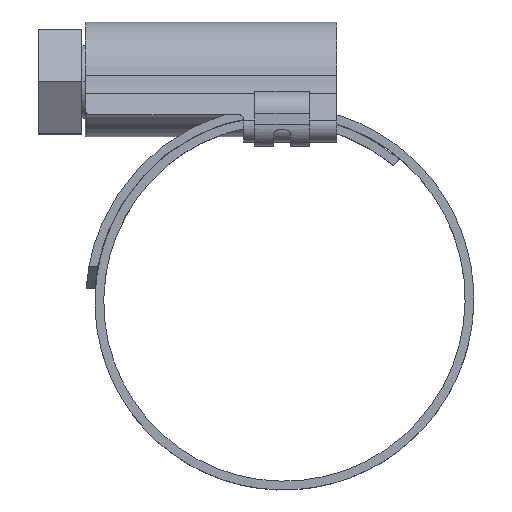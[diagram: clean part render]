
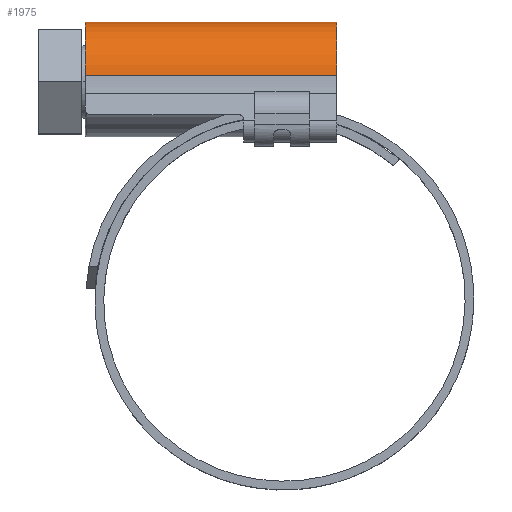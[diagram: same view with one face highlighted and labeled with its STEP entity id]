
A CAD part, top view. The second image highlights one B-rep face of the part: STEP entity #1975.
In plain terms, the highlighted cylindrical face has radius 5.5 mm (diameter 11 mm), a partial arc.
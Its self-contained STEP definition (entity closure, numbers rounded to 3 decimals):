
#63 = DIRECTION ( 'NONE',  ( 1., 0., 0. ) ) ;
#148 = DIRECTION ( 'NONE',  ( 1., 0., 0. ) ) ;
#186 = ORIENTED_EDGE ( 'NONE', *, *, #2357, .F. ) ;
#472 = DIRECTION ( 'NONE',  ( 1., 0., 0. ) ) ;
#617 = CARTESIAN_POINT ( 'NONE',  ( -18., 20.61, -5.466 ) ) ;
#715 = DIRECTION ( 'NONE',  ( 1., 0., 0. ) ) ;
#800 = AXIS2_PLACEMENT_3D ( 'NONE', #1959, #472, #804 ) ;
#804 = DIRECTION ( 'NONE',  ( 0., 0., 1. ) ) ;
#1077 = LINE ( 'NONE', #3678, #2303 ) ;
#1080 = VERTEX_POINT ( 'NONE', #3318 ) ;
#1152 = DIRECTION ( 'NONE',  ( 1., 0., 0. ) ) ;
#1375 = VERTEX_POINT ( 'NONE', #2651 ) ;
#1565 = CIRCLE ( 'NONE', #2240, 5.5 ) ;
#1622 = VECTOR ( 'NONE', #63, 1000. ) ;
#1781 = CYLINDRICAL_SURFACE ( 'NONE', #2532, 5.5 ) ;
#1959 = CARTESIAN_POINT ( 'NONE',  ( -18., 20., 0. ) ) ;
#1975 = ADVANCED_FACE ( 'NONE', ( #2941 ), #1781, .T. ) ;
#2205 = CARTESIAN_POINT ( 'NONE',  ( -18., 20.61, 5.466 ) ) ;
#2240 = AXIS2_PLACEMENT_3D ( 'NONE', #2575, #148, #3165 ) ;
#2247 = EDGE_CURVE ( 'NONE', #1080, #1375, #2748, .T. ) ;
#2267 = EDGE_LOOP ( 'NONE', ( #186, #2846, #3770, #2678 ) ) ;
#2303 = VECTOR ( 'NONE', #715, 1000. ) ;
#2357 = EDGE_CURVE ( 'NONE', #1375, #2790, #1565, .T. ) ;
#2360 = EDGE_CURVE ( 'NONE', #1080, #2743, #2728, .T. ) ;
#2430 = EDGE_CURVE ( 'NONE', #2743, #2790, #1077, .T. ) ;
#2532 = AXIS2_PLACEMENT_3D ( 'NONE', #3601, #1152, #3805 ) ;
#2575 = CARTESIAN_POINT ( 'NONE',  ( 5., 20., 0. ) ) ;
#2651 = CARTESIAN_POINT ( 'NONE',  ( 5., 20.61, -5.466 ) ) ;
#2678 = ORIENTED_EDGE ( 'NONE', *, *, #2430, .T. ) ;
#2728 = CIRCLE ( 'NONE', #800, 5.5 ) ;
#2743 = VERTEX_POINT ( 'NONE', #2205 ) ;
#2748 = LINE ( 'NONE', #617, #1622 ) ;
#2790 = VERTEX_POINT ( 'NONE', #3116 ) ;
#2846 = ORIENTED_EDGE ( 'NONE', *, *, #2247, .F. ) ;
#2941 = FACE_OUTER_BOUND ( 'NONE', #2267, .T. ) ;
#3116 = CARTESIAN_POINT ( 'NONE',  ( 5., 20.61, 5.466 ) ) ;
#3165 = DIRECTION ( 'NONE',  ( 0., 0., -1. ) ) ;
#3318 = CARTESIAN_POINT ( 'NONE',  ( -18., 20.61, -5.466 ) ) ;
#3601 = CARTESIAN_POINT ( 'NONE',  ( -18., 20., 0. ) ) ;
#3678 = CARTESIAN_POINT ( 'NONE',  ( -18., 20.61, 5.466 ) ) ;
#3770 = ORIENTED_EDGE ( 'NONE', *, *, #2360, .T. ) ;
#3805 = DIRECTION ( 'NONE',  ( 0., 0., -1. ) ) ;
